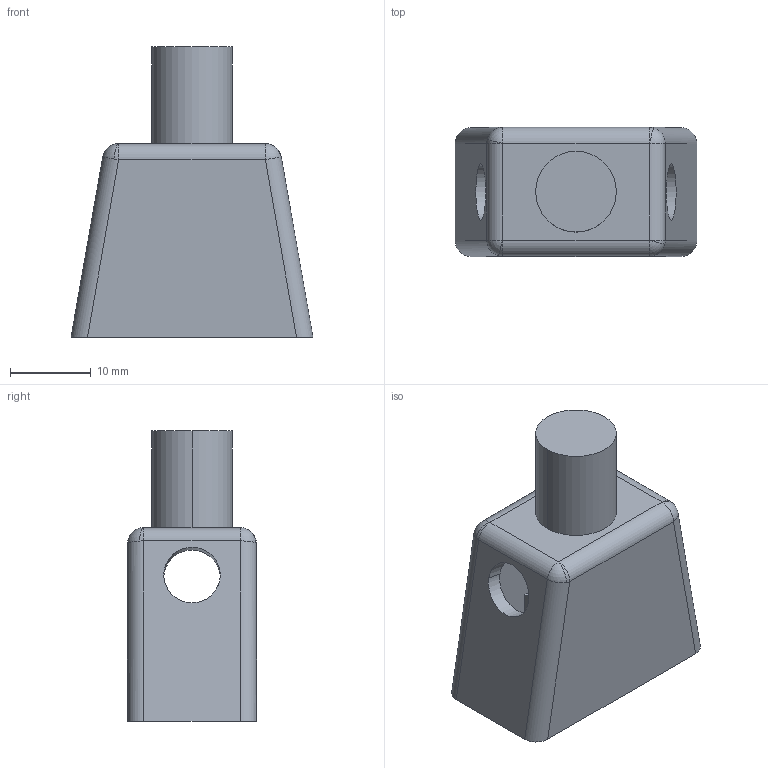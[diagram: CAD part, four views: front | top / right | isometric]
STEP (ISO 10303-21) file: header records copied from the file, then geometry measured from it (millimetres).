
FILE_DESCRIPTION(('CATIA V5 STEP Exchange'),'2;1');
FILE_NAME('corp.stp','2010-11-04T22:28:37+00:00',('none'),('none'),'CATIA Version 5 Release 19 SP 2 (IN-10)','CATIA V5 STEP AP203','none');
FILE_SCHEMA(('CONFIG_CONTROL_DESIGN'));
Length unit declared in the file: millimetre
Products named in the file (1): corp
Bounding box: 30 x 16 x 36 mm (x, y, z)
Volume: 4426.5 mm3; surface area: 4739.2 mm2
Topology: 1 solids, 1 shells, 352 faces, 985 edges, 646 vertices
Faces by surface type: plane 328, cylinder 16, sphere 8
Entity records: 10969 total; most frequent: CARTESIAN_POINT 2154, ORIENTED_EDGE 1954, DIRECTION 1555, EDGE_CURVE 977, VECTOR 937, LINE 937, VERTEX_POINT 646, EDGE_LOOP 375
